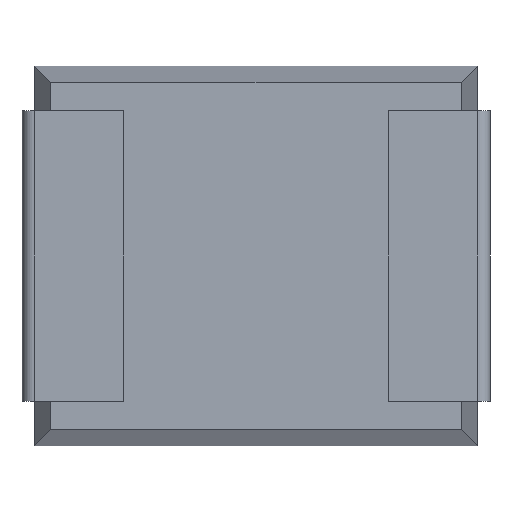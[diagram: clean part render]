
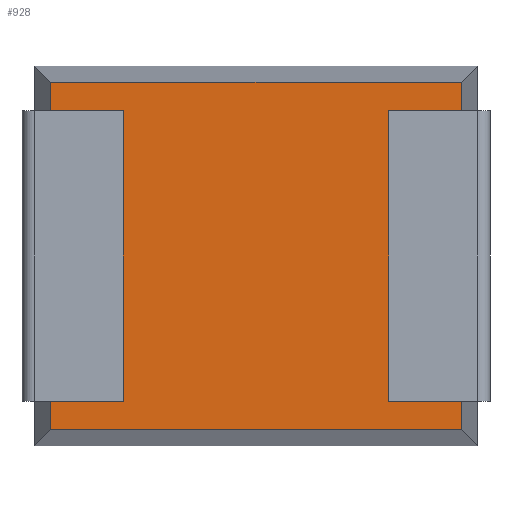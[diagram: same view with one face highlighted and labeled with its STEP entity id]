
A CAD part, front view. The second image highlights one B-rep face of the part: STEP entity #928.
In plain terms, the highlighted planar face has unit normal (0, -1, 0).
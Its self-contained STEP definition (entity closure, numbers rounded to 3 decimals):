
#17 = ORIENTED_EDGE ( 'NONE', *, *, #263, .F. ) ;
#54 = AXIS2_PLACEMENT_3D ( 'NONE', #2729, #2466, #950 ) ;
#77 = EDGE_LOOP ( 'NONE', ( #1802, #3529, #3096, #17, #3722, #895, #1566, #2871, #1516, #2416, #3299, #2404 ) ) ;
#106 = LINE ( 'NONE', #575, #2899 ) ;
#238 = EDGE_CURVE ( 'NONE', #2918, #946, #2207, .T. ) ;
#249 = CARTESIAN_POINT ( 'NONE',  ( 0.127, 0., -3. ) ) ;
#263 = EDGE_CURVE ( 'NONE', #410, #1190, #2163, .T. ) ;
#270 = LINE ( 'NONE', #1471, #2448 ) ;
#318 = LINE ( 'NONE', #690, #1026 ) ;
#365 = EDGE_CURVE ( 'NONE', #1614, #2144, #106, .T. ) ;
#384 = EDGE_CURVE ( 'NONE', #425, #1686, #1303, .T. ) ;
#410 = VERTEX_POINT ( 'NONE', #3910 ) ;
#425 = VERTEX_POINT ( 'NONE', #3309 ) ;
#533 = EDGE_CURVE ( 'NONE', #3199, #1686, #2952, .T. ) ;
#547 = CARTESIAN_POINT ( 'NONE',  ( 2.8, 0., -0.35 ) ) ;
#563 = VERTEX_POINT ( 'NONE', #2275 ) ;
#575 = CARTESIAN_POINT ( 'NONE',  ( 0.7, 0., -0.35 ) ) ;
#690 = CARTESIAN_POINT ( 'NONE',  ( 3.5, 0., -0.127 ) ) ;
#699 = EDGE_CURVE ( 'NONE', #563, #425, #1590, .T. ) ;
#768 = CARTESIAN_POINT ( 'NONE',  ( 3.373, 0., -3. ) ) ;
#772 = VECTOR ( 'NONE', #2338, 1000. ) ;
#778 = DIRECTION ( 'NONE',  ( 0., 0., 1. ) ) ;
#895 = ORIENTED_EDGE ( 'NONE', *, *, #365, .T. ) ;
#906 = LINE ( 'NONE', #768, #1885 ) ;
#928 = ADVANCED_FACE ( 'NONE', ( #3190 ), #1887, .T. ) ;
#935 = CARTESIAN_POINT ( 'NONE',  ( 0.7, 0., -0.35 ) ) ;
#946 = VERTEX_POINT ( 'NONE', #1859 ) ;
#950 = DIRECTION ( 'NONE',  ( 0., 0., -1. ) ) ;
#967 = VECTOR ( 'NONE', #1226, 1000. ) ;
#1017 = VECTOR ( 'NONE', #3270, 1000. ) ;
#1026 = VECTOR ( 'NONE', #2805, 1000. ) ;
#1046 = EDGE_CURVE ( 'NONE', #1477, #2918, #3563, .T. ) ;
#1065 = VECTOR ( 'NONE', #1852, 1000. ) ;
#1075 = EDGE_CURVE ( 'NONE', #563, #3597, #906, .T. ) ;
#1161 = LINE ( 'NONE', #935, #967 ) ;
#1190 = VERTEX_POINT ( 'NONE', #3275 ) ;
#1192 = CARTESIAN_POINT ( 'NONE',  ( 2.8, 0., -0.35 ) ) ;
#1226 = DIRECTION ( 'NONE',  ( 1., 0., 0. ) ) ;
#1230 = VECTOR ( 'NONE', #3525, 1000. ) ;
#1302 = DIRECTION ( 'NONE',  ( 1., 0., 0. ) ) ;
#1303 = LINE ( 'NONE', #1192, #1017 ) ;
#1471 = CARTESIAN_POINT ( 'NONE',  ( 3.373, 0., -3. ) ) ;
#1477 = VERTEX_POINT ( 'NONE', #2561 ) ;
#1516 = ORIENTED_EDGE ( 'NONE', *, *, #1046, .F. ) ;
#1559 = EDGE_CURVE ( 'NONE', #3597, #1190, #318, .T. ) ;
#1562 = CARTESIAN_POINT ( 'NONE',  ( 2.8, 0., -2.65 ) ) ;
#1566 = ORIENTED_EDGE ( 'NONE', *, *, #3061, .F. ) ;
#1590 = LINE ( 'NONE', #547, #772 ) ;
#1614 = VERTEX_POINT ( 'NONE', #2261 ) ;
#1623 = CARTESIAN_POINT ( 'NONE',  ( 3.373, 0., -2.65 ) ) ;
#1637 = DIRECTION ( 'NONE',  ( -1., 0., 0. ) ) ;
#1686 = VERTEX_POINT ( 'NONE', #2668 ) ;
#1765 = CARTESIAN_POINT ( 'NONE',  ( 0.127, 0., -3. ) ) ;
#1786 = EDGE_CURVE ( 'NONE', #410, #1614, #1161, .T. ) ;
#1802 = ORIENTED_EDGE ( 'NONE', *, *, #699, .F. ) ;
#1852 = DIRECTION ( 'NONE',  ( -1., 0., 0. ) ) ;
#1859 = CARTESIAN_POINT ( 'NONE',  ( 0.127, 0., -2.65 ) ) ;
#1885 = VECTOR ( 'NONE', #3502, 1000. ) ;
#1887 = PLANE ( 'NONE',  #54 ) ;
#1928 = DIRECTION ( 'NONE',  ( 0., 0., 1. ) ) ;
#2144 = VERTEX_POINT ( 'NONE', #3463 ) ;
#2163 = LINE ( 'NONE', #249, #2597 ) ;
#2207 = LINE ( 'NONE', #1765, #1230 ) ;
#2252 = VECTOR ( 'NONE', #1637, 1000. ) ;
#2261 = CARTESIAN_POINT ( 'NONE',  ( 0.7, 0., -0.35 ) ) ;
#2275 = CARTESIAN_POINT ( 'NONE',  ( 3.373, 0., -0.35 ) ) ;
#2282 = VECTOR ( 'NONE', #1302, 1000. ) ;
#2296 = CARTESIAN_POINT ( 'NONE',  ( 3.373, 0., -0.127 ) ) ;
#2338 = DIRECTION ( 'NONE',  ( -1., 0., 0. ) ) ;
#2404 = ORIENTED_EDGE ( 'NONE', *, *, #384, .F. ) ;
#2416 = ORIENTED_EDGE ( 'NONE', *, *, #3430, .T. ) ;
#2448 = VECTOR ( 'NONE', #1928, 1000. ) ;
#2466 = DIRECTION ( 'NONE',  ( 0., -1., 0. ) ) ;
#2561 = CARTESIAN_POINT ( 'NONE',  ( 3.373, 0., -2.873 ) ) ;
#2597 = VECTOR ( 'NONE', #778, 1000. ) ;
#2668 = CARTESIAN_POINT ( 'NONE',  ( 2.8, 0., -2.65 ) ) ;
#2729 = CARTESIAN_POINT ( 'NONE',  ( 0., 0., 0. ) ) ;
#2805 = DIRECTION ( 'NONE',  ( -1., 0., 0. ) ) ;
#2871 = ORIENTED_EDGE ( 'NONE', *, *, #238, .F. ) ;
#2893 = LINE ( 'NONE', #3070, #2282 ) ;
#2899 = VECTOR ( 'NONE', #3586, 1000. ) ;
#2918 = VERTEX_POINT ( 'NONE', #3292 ) ;
#2952 = LINE ( 'NONE', #1562, #1065 ) ;
#3061 = EDGE_CURVE ( 'NONE', #946, #2144, #2893, .T. ) ;
#3070 = CARTESIAN_POINT ( 'NONE',  ( 0.7, 0., -2.65 ) ) ;
#3096 = ORIENTED_EDGE ( 'NONE', *, *, #1559, .T. ) ;
#3190 = FACE_OUTER_BOUND ( 'NONE', #77, .T. ) ;
#3199 = VERTEX_POINT ( 'NONE', #1623 ) ;
#3270 = DIRECTION ( 'NONE',  ( 0., 0., -1. ) ) ;
#3275 = CARTESIAN_POINT ( 'NONE',  ( 0.127, 0., -0.127 ) ) ;
#3292 = CARTESIAN_POINT ( 'NONE',  ( 0.127, 0., -2.873 ) ) ;
#3299 = ORIENTED_EDGE ( 'NONE', *, *, #533, .T. ) ;
#3309 = CARTESIAN_POINT ( 'NONE',  ( 2.8, 0., -0.35 ) ) ;
#3430 = EDGE_CURVE ( 'NONE', #1477, #3199, #270, .T. ) ;
#3463 = CARTESIAN_POINT ( 'NONE',  ( 0.7, 0., -2.65 ) ) ;
#3502 = DIRECTION ( 'NONE',  ( 0., 0., 1. ) ) ;
#3525 = DIRECTION ( 'NONE',  ( 0., 0., 1. ) ) ;
#3529 = ORIENTED_EDGE ( 'NONE', *, *, #1075, .T. ) ;
#3563 = LINE ( 'NONE', #3700, #2252 ) ;
#3586 = DIRECTION ( 'NONE',  ( 0., 0., -1. ) ) ;
#3597 = VERTEX_POINT ( 'NONE', #2296 ) ;
#3700 = CARTESIAN_POINT ( 'NONE',  ( 3.5, 0., -2.873 ) ) ;
#3722 = ORIENTED_EDGE ( 'NONE', *, *, #1786, .T. ) ;
#3910 = CARTESIAN_POINT ( 'NONE',  ( 0.127, 0., -0.35 ) ) ;
